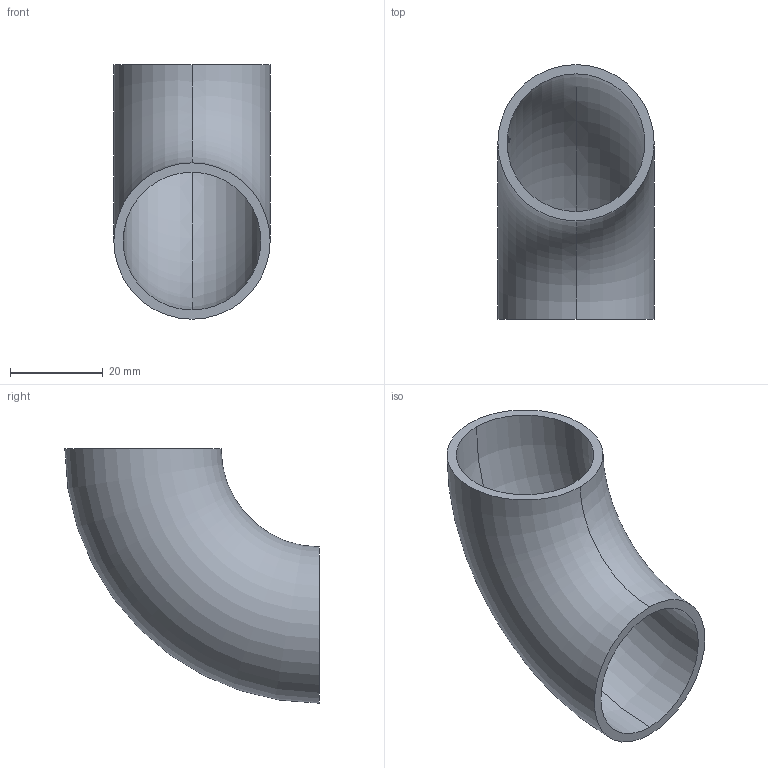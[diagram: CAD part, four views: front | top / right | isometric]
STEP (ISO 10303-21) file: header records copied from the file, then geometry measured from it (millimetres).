
FILE_DESCRIPTION (( 'STEP AP203' ), '1' );
FILE_NAME ('55160-240.step', '2018-12-17T10:23:08', ( '' ), ( '' ), 'SwSTEP 2.0', 'SolidWorks 2015', '' );
FILE_SCHEMA (( 'CONFIG_CONTROL_DESIGN' ));
Length unit declared in the file: millimetre
Products named in the file (1): 55160-240
Bounding box: 33.7 x 54.85 x 54.85 mm (x, y, z)
Volume: 11888.4 mm3; surface area: 12296.8 mm2
Topology: 1 solids, 1 shells, 225 faces, 597 edges, 398 vertices
Faces by surface type: plane 100, bspline 97, torus 28
Entity records: 11523 total; most frequent: CARTESIAN_POINT 6891, ORIENTED_EDGE 1194, EDGE_CURVE 597, DIRECTION 477, VERTEX_POINT 398, B_SPLINE_CURVE_WITH_KNOTS 390, EDGE_LOOP 251, ADVANCED_FACE 225
